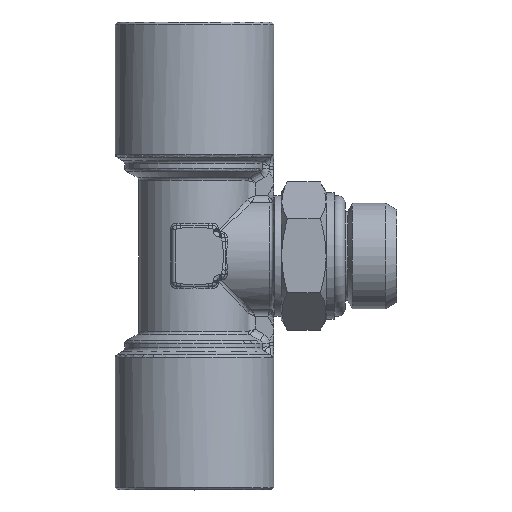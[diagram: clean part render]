
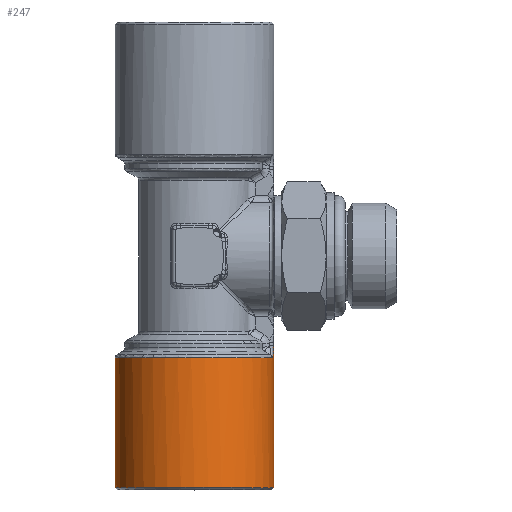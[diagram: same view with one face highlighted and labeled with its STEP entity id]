
A CAD part, top view. The second image highlights one B-rep face of the part: STEP entity #247.
In plain terms, the highlighted cylindrical face has radius 10.5 mm (diameter 21 mm), a full revolution.
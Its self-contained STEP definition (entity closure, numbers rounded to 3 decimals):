
#247 = ADVANCED_FACE( 'NONE', ( #1020, #1021 ), #1022, .T. );
#1020 = FACE_OUTER_BOUND( '', #4776, .T. );
#1021 = FACE_OUTER_BOUND( '', #4777, .T. );
#1022 = CYLINDRICAL_SURFACE( '', #4778, 10.5 );
#4776 = EDGE_LOOP( '', ( #11952, #11953, #11954, #11955, #11956, #11957, #11958 ) );
#4777 = EDGE_LOOP( '', ( #11959 ) );
#4778 = AXIS2_PLACEMENT_3D( '', #11960, #11961, #11962 );
#11952 = ORIENTED_EDGE( '', *, *, #15263, .T. );
#11953 = ORIENTED_EDGE( '', *, *, #15203, .T. );
#11954 = ORIENTED_EDGE( '', *, *, #15264, .T. );
#11955 = ORIENTED_EDGE( '', *, *, #15265, .T. );
#11956 = ORIENTED_EDGE( '', *, *, #15266, .T. );
#11957 = ORIENTED_EDGE( '', *, *, #15267, .T. );
#11958 = ORIENTED_EDGE( '', *, *, #15268, .T. );
#11959 = ORIENTED_EDGE( '', *, *, #15170, .T. );
#11960 = CARTESIAN_POINT( '', ( 0., 0., 0. ) );
#11961 = DIRECTION( '', ( 0., -1., 0. ) );
#11962 = DIRECTION( '', ( 0., 0., -1. ) );
#15170 = EDGE_CURVE( 'NONE', #17124, #17124, #17125, .T. );
#15203 = EDGE_CURVE( 'NONE', #17175, #17176, #17177, .T. );
#15263 = EDGE_CURVE( 'NONE', #17278, #17175, #17279, .T. );
#15264 = EDGE_CURVE( 'NONE', #17176, #17280, #17281, .T. );
#15265 = EDGE_CURVE( 'NONE', #17280, #17282, #17283, .T. );
#15266 = EDGE_CURVE( 'NONE', #17282, #16208, #17284, .T. );
#15267 = EDGE_CURVE( 'NONE', #16208, #17014, #17285, .T. );
#15268 = EDGE_CURVE( 'NONE', #17014, #17278, #17286, .T. );
#16208 = VERTEX_POINT( 'NONE', #19367 );
#17014 = VERTEX_POINT( 'NONE', #22513 );
#17124 = VERTEX_POINT( '', #22872 );
#17125 = CIRCLE( '', #22873, 10.5 );
#17175 = VERTEX_POINT( 'NONE', #23030 );
#17176 = VERTEX_POINT( 'NONE', #23031 );
#17177 = CIRCLE( '', #23032, 10.5 );
#17278 = VERTEX_POINT( 'NONE', #23339 );
#17279 = B_SPLINE_CURVE_WITH_KNOTS( '', 3, ( #23340, #23341, #23342, #23343, #23344, #23345, #23346, #23347, #23348, #23349, #23350, #23351, #23352, #23353, #23354 ), .UNSPECIFIED., .F., .F., ( 4, 1, 1, 1, 1, 1, 1, 1, 1, 1, 1, 1, 4 ), ( 0., 0.051, 0.101, 0.15, 0.2, 0.249, 0.376, 0.499, 0.626, 0.75, 0.833, 0.916, 1. ), .UNSPECIFIED. );
#17280 = VERTEX_POINT( 'NONE', #23355 );
#17281 = B_SPLINE_CURVE_WITH_KNOTS( '', 3, ( #23356, #23357, #23358, #23359, #23360, #23361, #23362, #23363, #23364, #23365, #23366, #23367, #23368, #23369, #23370 ), .UNSPECIFIED., .F., .F., ( 4, 1, 1, 1, 1, 1, 1, 1, 1, 1, 1, 1, 4 ), ( 0., 0.051, 0.101, 0.151, 0.2, 0.25, 0.374, 0.5, 0.624, 0.751, 0.833, 0.916, 1. ), .UNSPECIFIED. );
#17282 = VERTEX_POINT( 'NONE', #23371 );
#17283 = LINE( '', #23372, #23373 );
#17284 = ( BOUNDED_CURVE(  )B_SPLINE_CURVE( 3, ( #23376, #23377, #23378, #23379 ), .UNSPECIFIED., .F., .F. )B_SPLINE_CURVE_WITH_KNOTS( ( 4, 4 ), ( 3.041, 3.142 ), .UNSPECIFIED. )CURVE(  )GEOMETRIC_REPRESENTATION_ITEM(  )RATIONAL_B_SPLINE_CURVE( ( 1., 0.999, 0.999, 1. ) )REPRESENTATION_ITEM( '' ) );
#17285 = ( BOUNDED_CURVE(  )B_SPLINE_CURVE( 3, ( #23387, #23388, #23389, #23390 ), .UNSPECIFIED., .F., .F. )B_SPLINE_CURVE_WITH_KNOTS( ( 4, 4 ), ( 3.142, 3.242 ), .UNSPECIFIED. )CURVE(  )GEOMETRIC_REPRESENTATION_ITEM(  )RATIONAL_B_SPLINE_CURVE( ( 1., 0.999, 0.999, 1. ) )REPRESENTATION_ITEM( '' ) );
#17286 = LINE( '', #23396, #23397 );
#19367 = CARTESIAN_POINT( '', ( 10.5, -11.5, 0. ) );
#22513 = CARTESIAN_POINT( '', ( 10.447, -11.442, 1.05 ) );
#22872 = CARTESIAN_POINT( '', ( 0., -30.7, -10.5 ) );
#22873 = AXIS2_PLACEMENT_3D( '', #27473, #27474, #27475 );
#23030 = CARTESIAN_POINT( '', ( 10.212, -13.499, 2.442 ) );
#23031 = CARTESIAN_POINT( '', ( 10.212, -13.499, -2.442 ) );
#23032 = AXIS2_PLACEMENT_3D( '', #27511, #27512, #27513 );
#23339 = CARTESIAN_POINT( '', ( 10.447, -11.917, 1.05 ) );
#23340 = CARTESIAN_POINT( '', ( 10.447, -11.917, 1.05 ) );
#23341 = CARTESIAN_POINT( '', ( 10.447, -11.956, 1.051 ) );
#23342 = CARTESIAN_POINT( '', ( 10.447, -12.036, 1.052 ) );
#23343 = CARTESIAN_POINT( '', ( 10.446, -12.154, 1.064 ) );
#23344 = CARTESIAN_POINT( '', ( 10.444, -12.269, 1.082 ) );
#23345 = CARTESIAN_POINT( '', ( 10.441, -12.383, 1.109 ) );
#23346 = CARTESIAN_POINT( '', ( 10.436, -12.553, 1.16 ) );
#23347 = CARTESIAN_POINT( '', ( 10.425, -12.77, 1.254 ) );
#23348 = CARTESIAN_POINT( '', ( 10.404, -13.016, 1.42 ) );
#23349 = CARTESIAN_POINT( '', ( 10.374, -13.224, 1.629 ) );
#23350 = CARTESIAN_POINT( '', ( 10.336, -13.363, 1.851 ) );
#23351 = CARTESIAN_POINT( '', ( 10.296, -13.446, 2.06 ) );
#23352 = CARTESIAN_POINT( '', ( 10.257, -13.491, 2.249 ) );
#23353 = CARTESIAN_POINT( '', ( 10.227, -13.496, 2.377 ) );
#23354 = CARTESIAN_POINT( '', ( 10.212, -13.499, 2.442 ) );
#23355 = CARTESIAN_POINT( '', ( 10.447, -11.917, -1.05 ) );
#23356 = CARTESIAN_POINT( '', ( 10.212, -13.499, -2.442 ) );
#23357 = CARTESIAN_POINT( '', ( 10.221, -13.498, -2.403 ) );
#23358 = CARTESIAN_POINT( '', ( 10.239, -13.496, -2.326 ) );
#23359 = CARTESIAN_POINT( '', ( 10.265, -13.48, -2.211 ) );
#23360 = CARTESIAN_POINT( '', ( 10.288, -13.455, -2.098 ) );
#23361 = CARTESIAN_POINT( '', ( 10.31, -13.418, -1.989 ) );
#23362 = CARTESIAN_POINT( '', ( 10.34, -13.349, -1.83 ) );
#23363 = CARTESIAN_POINT( '', ( 10.374, -13.224, -1.63 ) );
#23364 = CARTESIAN_POINT( '', ( 10.404, -13.017, -1.421 ) );
#23365 = CARTESIAN_POINT( '', ( 10.425, -12.771, -1.254 ) );
#23366 = CARTESIAN_POINT( '', ( 10.437, -12.53, -1.149 ) );
#23367 = CARTESIAN_POINT( '', ( 10.443, -12.308, -1.088 ) );
#23368 = CARTESIAN_POINT( '', ( 10.447, -12.114, -1.056 ) );
#23369 = CARTESIAN_POINT( '', ( 10.447, -11.983, -1.052 ) );
#23370 = CARTESIAN_POINT( '', ( 10.447, -11.917, -1.05 ) );
#23371 = CARTESIAN_POINT( '', ( 10.447, -11.442, -1.05 ) );
#23372 = CARTESIAN_POINT( '', ( 10.447, 0., -1.05 ) );
#23373 = VECTOR( '', #27583, 1000. );
#23376 = CARTESIAN_POINT( '', ( 10.447, -11.442, -1.05 ) );
#23377 = CARTESIAN_POINT( '', ( 10.482, -11.481, -0.701 ) );
#23378 = CARTESIAN_POINT( '', ( 10.5, -11.5, -0.351 ) );
#23379 = CARTESIAN_POINT( '', ( 10.5, -11.5, 0. ) );
#23387 = CARTESIAN_POINT( '', ( 10.5, -11.5, 0. ) );
#23388 = CARTESIAN_POINT( '', ( 10.5, -11.5, 0.351 ) );
#23389 = CARTESIAN_POINT( '', ( 10.482, -11.481, 0.701 ) );
#23390 = CARTESIAN_POINT( '', ( 10.447, -11.442, 1.05 ) );
#23396 = CARTESIAN_POINT( '', ( 10.447, 0., 1.05 ) );
#23397 = VECTOR( '', #27584, 1000. );
#27473 = CARTESIAN_POINT( '', ( 0., -30.7, 0. ) );
#27474 = DIRECTION( '', ( 0., 1., 0. ) );
#27475 = DIRECTION( '', ( 0., 0., -1. ) );
#27511 = CARTESIAN_POINT( '', ( 0., -13.499, 0. ) );
#27512 = DIRECTION( '', ( 0., -1., 0. ) );
#27513 = DIRECTION( '', ( 0., 0., -1. ) );
#27583 = DIRECTION( '', ( 0., 1., 0. ) );
#27584 = DIRECTION( '', ( 0., -1., 0. ) );
